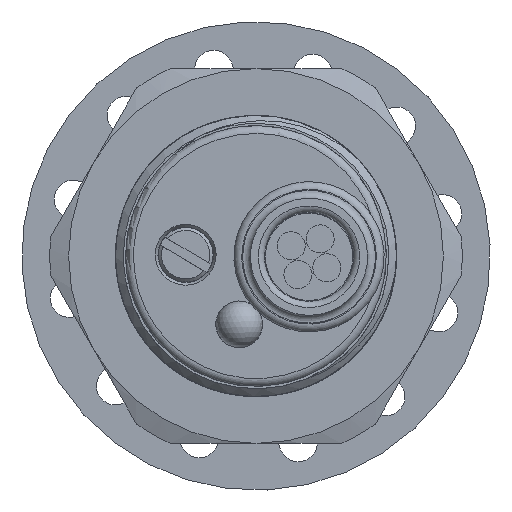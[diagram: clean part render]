
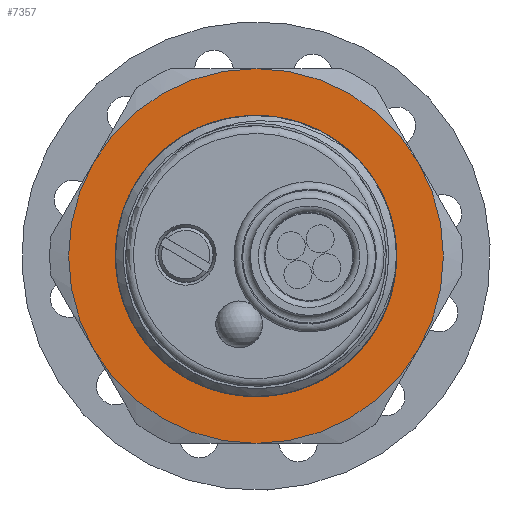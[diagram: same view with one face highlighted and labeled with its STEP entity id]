
A CAD part, front view. The second image highlights one B-rep face of the part: STEP entity #7357.
In plain terms, the highlighted face is planar.
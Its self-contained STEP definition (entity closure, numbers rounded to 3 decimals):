
#385=PLANE('',#9942);
#2469=ORIENTED_EDGE('',*,*,#3985,.T.);
#2470=ORIENTED_EDGE('',*,*,#3986,.T.);
#2471=ORIENTED_EDGE('',*,*,#3987,.T.);
#2472=ORIENTED_EDGE('',*,*,#3988,.T.);
#2473=ORIENTED_EDGE('',*,*,#3989,.T.);
#2474=ORIENTED_EDGE('',*,*,#3990,.T.);
#2475=ORIENTED_EDGE('',*,*,#3991,.T.);
#3985=EDGE_CURVE('',#4831,#4831,#5358,.F.);
#3986=EDGE_CURVE('',#4798,#4804,#5359,.T.);
#3987=EDGE_CURVE('',#4804,#4810,#5360,.T.);
#3988=EDGE_CURVE('',#4810,#4816,#5361,.T.);
#3989=EDGE_CURVE('',#4816,#4822,#5362,.T.);
#3990=EDGE_CURVE('',#4822,#4828,#5363,.T.);
#3991=EDGE_CURVE('',#4828,#4798,#5364,.T.);
#4798=VERTEX_POINT('',#23012);
#4804=VERTEX_POINT('',#23037);
#4810=VERTEX_POINT('',#23062);
#4816=VERTEX_POINT('',#23087);
#4822=VERTEX_POINT('',#23112);
#4828=VERTEX_POINT('',#23137);
#4831=VERTEX_POINT('',#23151);
#5358=CIRCLE('',#9943,8.959);
#5359=CIRCLE('',#9944,12.);
#5360=CIRCLE('',#9945,12.);
#5361=CIRCLE('',#9946,12.);
#5362=CIRCLE('',#9947,12.);
#5363=CIRCLE('',#9948,12.);
#5364=CIRCLE('',#9949,12.);
#5870=EDGE_LOOP('',(#2469));
#5871=EDGE_LOOP('',(#2470,#2471,#2472,#2473,#2474,#2475));
#6577=FACE_BOUND('',#5870,.T.);
#6578=FACE_BOUND('',#5871,.T.);
#7357=ADVANCED_FACE('',(#6577,#6578),#385,.T.);
#9942=AXIS2_PLACEMENT_3D('',#23149,#11445,#11446);
#9943=AXIS2_PLACEMENT_3D('',#23150,#11447,#11448);
#9944=AXIS2_PLACEMENT_3D('',#23152,#11449,#11450);
#9945=AXIS2_PLACEMENT_3D('',#23153,#11451,#11452);
#9946=AXIS2_PLACEMENT_3D('',#23154,#11453,#11454);
#9947=AXIS2_PLACEMENT_3D('',#23155,#11455,#11456);
#9948=AXIS2_PLACEMENT_3D('',#23156,#11457,#11458);
#9949=AXIS2_PLACEMENT_3D('',#23157,#11459,#11460);
#11445=DIRECTION('',(0.,1.,0.));
#11446=DIRECTION('',(0.,0.,1.));
#11447=DIRECTION('',(0.,1.,0.));
#11448=DIRECTION('',(0.,0.,1.));
#11449=DIRECTION('',(0.,1.,0.));
#11450=DIRECTION('',(0.,0.,1.));
#11451=DIRECTION('',(0.,1.,0.));
#11452=DIRECTION('',(0.,0.,1.));
#11453=DIRECTION('',(0.,1.,0.));
#11454=DIRECTION('',(0.,0.,1.));
#11455=DIRECTION('',(0.,1.,0.));
#11456=DIRECTION('',(0.,0.,1.));
#11457=DIRECTION('',(0.,1.,0.));
#11458=DIRECTION('',(0.,0.,1.));
#11459=DIRECTION('',(0.,1.,0.));
#11460=DIRECTION('',(0.,0.,1.));
#23012=CARTESIAN_POINT('',(-6.,3.,10.392));
#23037=CARTESIAN_POINT('',(6.,3.,10.392));
#23062=CARTESIAN_POINT('',(12.,3.,0.));
#23087=CARTESIAN_POINT('',(6.,3.,-10.392));
#23112=CARTESIAN_POINT('',(-6.,3.,-10.392));
#23137=CARTESIAN_POINT('',(-12.,3.,0.));
#23149=CARTESIAN_POINT('',(0.,3.,0.));
#23150=CARTESIAN_POINT('',(0.,3.,0.));
#23151=CARTESIAN_POINT('',(0.,3.,8.959));
#23152=CARTESIAN_POINT('',(0.,3.,0.));
#23153=CARTESIAN_POINT('',(0.,3.,0.));
#23154=CARTESIAN_POINT('',(0.,3.,0.));
#23155=CARTESIAN_POINT('',(0.,3.,0.));
#23156=CARTESIAN_POINT('',(0.,3.,0.));
#23157=CARTESIAN_POINT('',(0.,3.,0.));
